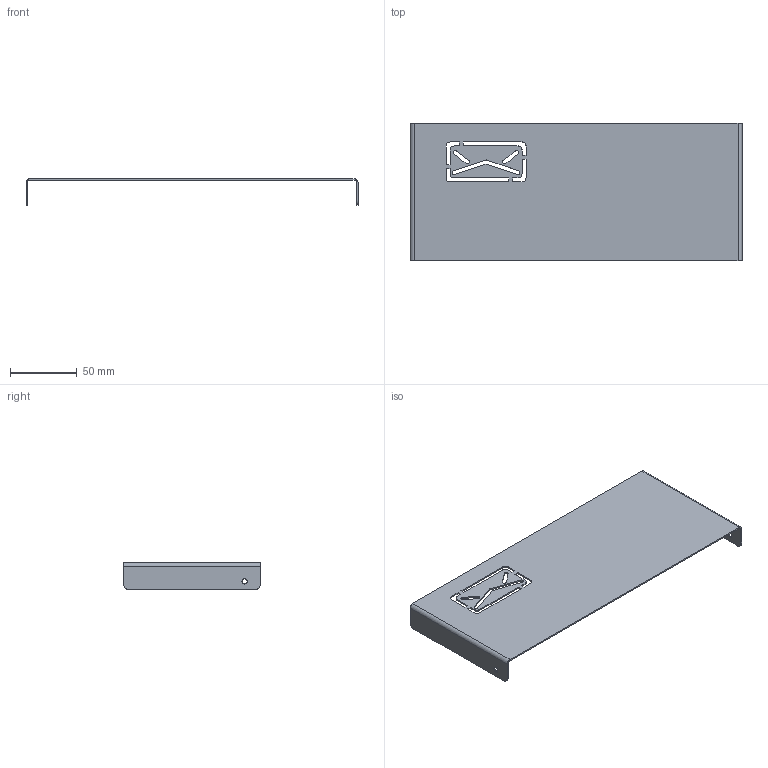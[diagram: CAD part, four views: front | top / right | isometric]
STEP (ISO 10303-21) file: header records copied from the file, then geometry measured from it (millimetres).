
FILE_DESCRIPTION(('STEP AP242'), '1');
FILE_NAME('MB-170.00.04 - Êðûøêà âåðõíÿÿ', '', ('UNSPECIFIED'), ('UNSPECIFIED'), 'C3D Converter', 'C3D Toolkit', '');
FILE_SCHEMA(('AP242_MANAGED_MODEL_BASED_3D_ENGINEERING_MIM_LF { 1 0 10303 442 1 1 4 }'));
Length unit declared in the file: millimetre
Products named in the file (1): MB-170.00.04
Bounding box: 249 x 103 x 20 mm (x, y, z)
Volume: 28591.7 mm3; surface area: 58478.1 mm2
Topology: 1 solids, 1 shells, 75 faces, 203 edges, 130 vertices
Faces by surface type: plane 50, cylinder 25
Full cylindrical faces by diameter (mm): 4 x2
Entity records: 3005 total; most frequent: CARTESIAN_POINT 407, DIRECTION 403, ORIENTED_EDGE 402, EDGE_CURVE 201, LINE 151, VECTOR 151, VERTEX_POINT 130, AXIS2_PLACEMENT_3D 126
